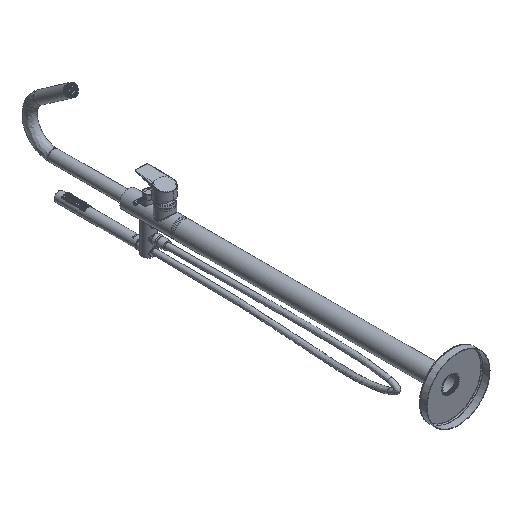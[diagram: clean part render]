
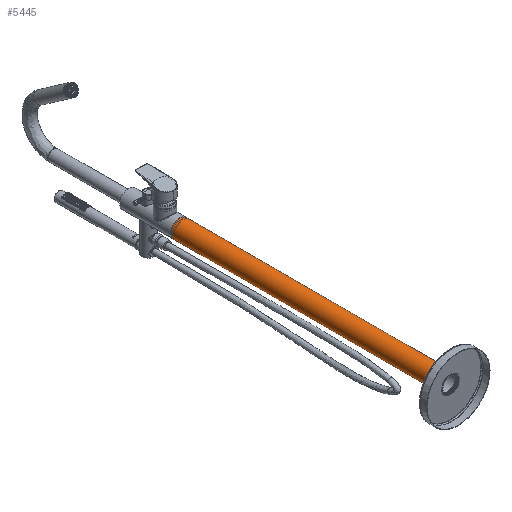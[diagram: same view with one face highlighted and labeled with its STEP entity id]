
A CAD part, isometric view. The second image highlights one B-rep face of the part: STEP entity #5445.
In plain terms, the highlighted cylindrical face has radius 22.5 mm (diameter 45 mm), a full revolution.
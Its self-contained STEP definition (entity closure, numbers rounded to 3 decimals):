
#5445 = ADVANCED_FACE ( 'NONE', ( #38673, #34669 ), #12257, .T. ) ;
#9012 = VERTEX_POINT ( 'NONE', #47356 ) ;
#9593 = CARTESIAN_POINT ( 'NONE',  ( 0., 690., 0. ) ) ;
#9852 = CARTESIAN_POINT ( 'NONE',  ( 0., 0., 0. ) ) ;
#11916 = CARTESIAN_POINT ( 'NONE',  ( 0., 684., 0. ) ) ;
#12257 = CYLINDRICAL_SURFACE ( 'NONE', #22968, 22.5 ) ;
#19311 = AXIS2_PLACEMENT_3D ( 'NONE', #11916, #41115, #23153 ) ;
#22620 = EDGE_CURVE ( 'NONE', #9012, #9012, #29832, .T. ) ;
#22968 = AXIS2_PLACEMENT_3D ( 'NONE', #9593, #42769, #35253 ) ;
#23153 = DIRECTION ( 'NONE',  ( 0., 0., 1. ) ) ;
#23441 = EDGE_LOOP ( 'NONE', ( #41465 ) ) ;
#24973 = ORIENTED_EDGE ( 'NONE', *, *, #33384, .T. ) ;
#29471 = EDGE_LOOP ( 'NONE', ( #24973 ) ) ;
#29832 = CIRCLE ( 'NONE', #19311, 22.5 ) ;
#31218 = AXIS2_PLACEMENT_3D ( 'NONE', #9852, #31817, #32129 ) ;
#31817 = DIRECTION ( 'NONE',  ( 0., 1., 0. ) ) ;
#32129 = DIRECTION ( 'NONE',  ( 0., 0., -1. ) ) ;
#33384 = EDGE_CURVE ( 'NONE', #34168, #34168, #47387, .T. ) ;
#34168 = VERTEX_POINT ( 'NONE', #38228 ) ;
#34669 = FACE_OUTER_BOUND ( 'NONE', #23441, .T. ) ;
#35253 = DIRECTION ( 'NONE',  ( 0., 0., -1. ) ) ;
#38228 = CARTESIAN_POINT ( 'NONE',  ( 0., 0., -22.5 ) ) ;
#38673 = FACE_OUTER_BOUND ( 'NONE', #29471, .T. ) ;
#41115 = DIRECTION ( 'NONE',  ( 0., 1., 0. ) ) ;
#41465 = ORIENTED_EDGE ( 'NONE', *, *, #22620, .F. ) ;
#42769 = DIRECTION ( 'NONE',  ( 0., -1., 0. ) ) ;
#47356 = CARTESIAN_POINT ( 'NONE',  ( 0., 684., 22.5 ) ) ;
#47387 = CIRCLE ( 'NONE', #31218, 22.5 ) ;
